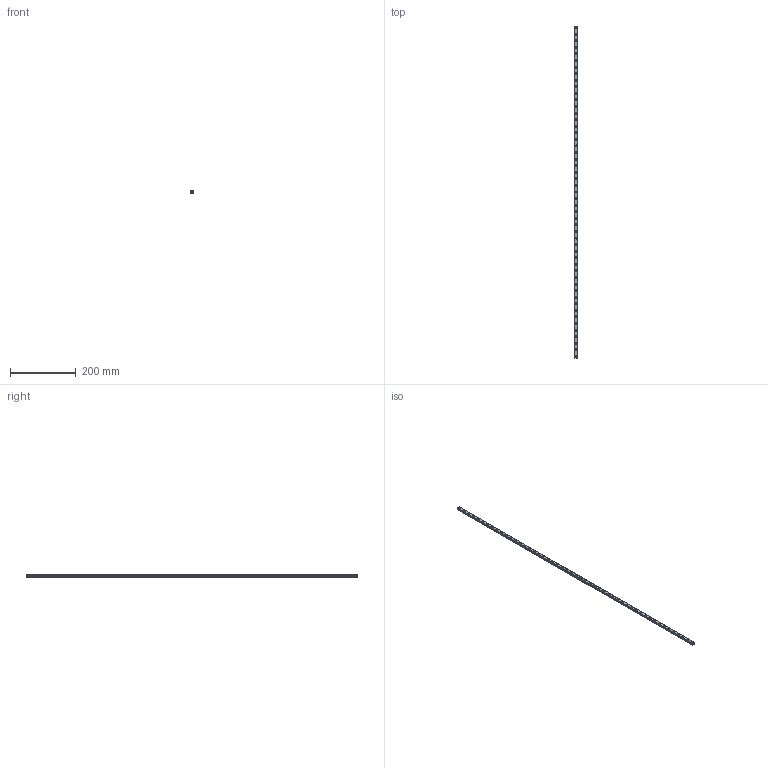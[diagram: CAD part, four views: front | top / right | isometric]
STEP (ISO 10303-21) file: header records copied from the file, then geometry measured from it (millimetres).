
FILE_DESCRIPTION(('STEP AP214'),'1');
FILE_NAME('cctmp_A085BD78-4F3E-4878-A0E1-4DCE64354DBC_2021_02_18_14_19_26_0584..stp','2021-02-18T13:19:26',('HIWIN GmbH'),('CADClick - www.CADClick.com'),'Spatial InterOp 3D',' ','unknown authorization');
FILE_SCHEMA(('AUTOMOTIVE_DESIGN'));
Length unit declared in the file: millimetre
Products named in the file (1): MGNR09R1010CM_FILE
Bounding box: 9 x 1010 x 6.5 mm (x, y, z)
Volume: 49912 mm3; surface area: 40941 mm2
Topology: 1 solids, 1 shells, 554 faces, 1185 edges, 790 vertices
Faces by surface type: cylinder 322, plane 232
Entity records: 19729 total; most frequent: DIRECTION 2939, CARTESIAN_POINT 2530, ORIENTED_EDGE 2370, AXIS2_PLACEMENT_3D 1199, EDGE_CURVE 1185, VERTEX_POINT 790, EDGE_LOOP 711, CIRCLE 644
